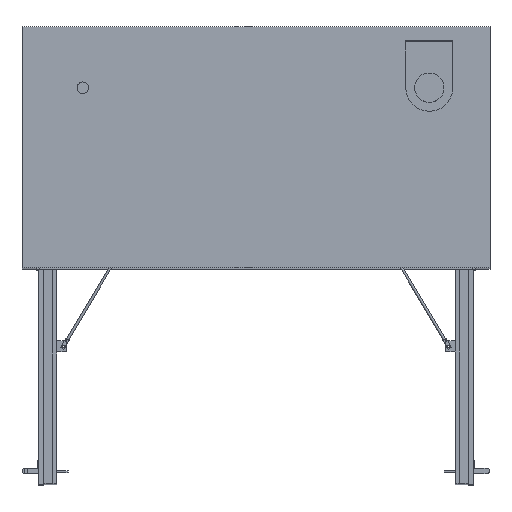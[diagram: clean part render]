
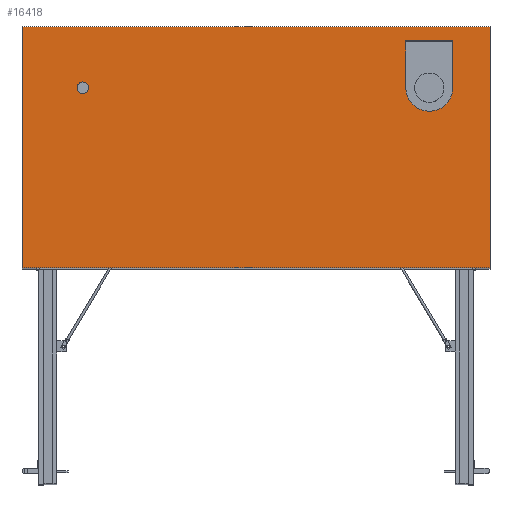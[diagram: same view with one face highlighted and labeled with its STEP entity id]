
A CAD part, top view. The second image highlights one B-rep face of the part: STEP entity #16418.
In plain terms, the highlighted planar face has unit normal (0, 0, 1).
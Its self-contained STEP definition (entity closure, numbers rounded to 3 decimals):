
#1270=LINE('',#22307,#3040);
#1342=LINE('',#22460,#3112);
#1349=LINE('',#22475,#3119);
#1388=LINE('',#22567,#3158);
#1399=LINE('',#22593,#3169);
#1407=LINE('',#22611,#3177);
#1408=LINE('',#22613,#3178);
#3040=VECTOR('',#18519,10.);
#3112=VECTOR('',#18647,10.);
#3119=VECTOR('',#18660,10.);
#3158=VECTOR('',#18755,10.);
#3169=VECTOR('',#18782,10.);
#3177=VECTOR('',#18806,10.);
#3178=VECTOR('',#18809,10.);
#4811=PLANE('',#17476);
#5405=FACE_BOUND('',#6637,.T.);
#5406=FACE_BOUND('',#6638,.T.);
#5719=FACE_OUTER_BOUND('',#6636,.T.);
#6636=EDGE_LOOP('',(#12175,#12176,#12177,#12178));
#6637=EDGE_LOOP('',(#12179));
#6638=EDGE_LOOP('',(#12180,#12181,#12182,#12183));
#7688=CIRCLE('',#17428,60.);
#7693=CIRCLE('',#17455,14.5);
#7964=VERTEX_POINT('',#22304);
#7965=VERTEX_POINT('',#22306);
#8017=VERTEX_POINT('',#22457);
#8018=VERTEX_POINT('',#22459);
#8020=VERTEX_POINT('',#22465);
#8023=VERTEX_POINT('',#22473);
#8048=VERTEX_POINT('',#22561);
#8054=VERTEX_POINT('',#22590);
#8055=VERTEX_POINT('',#22592);
#9522=EDGE_CURVE('',#7965,#7964,#1270,.T.);
#9600=EDGE_CURVE('',#8018,#8017,#1342,.T.);
#9604=EDGE_CURVE('',#8017,#8020,#7688,.T.);
#9608=EDGE_CURVE('',#8020,#8023,#1349,.T.);
#9649=EDGE_CURVE('',#8048,#8048,#7693,.T.);
#9652=EDGE_CURVE('',#8023,#8018,#1388,.T.);
#9663=EDGE_CURVE('',#8055,#8054,#1399,.T.);
#9671=EDGE_CURVE('',#8054,#7965,#1407,.T.);
#9672=EDGE_CURVE('',#7964,#8055,#1408,.T.);
#12175=ORIENTED_EDGE('',*,*,#9522,.T.);
#12176=ORIENTED_EDGE('',*,*,#9672,.T.);
#12177=ORIENTED_EDGE('',*,*,#9663,.T.);
#12178=ORIENTED_EDGE('',*,*,#9671,.T.);
#12179=ORIENTED_EDGE('',*,*,#9649,.T.);
#12180=ORIENTED_EDGE('',*,*,#9608,.T.);
#12181=ORIENTED_EDGE('',*,*,#9652,.T.);
#12182=ORIENTED_EDGE('',*,*,#9600,.T.);
#12183=ORIENTED_EDGE('',*,*,#9604,.T.);
#16418=ADVANCED_FACE('',(#5719,#5405,#5406),#4811,.T.);
#17428=AXIS2_PLACEMENT_3D('',#22467,#18653,#18654);
#17455=AXIS2_PLACEMENT_3D('',#22562,#18747,#18748);
#17476=AXIS2_PLACEMENT_3D('',#22615,#18812,#18813);
#18519=DIRECTION('',(1.,0.,0.));
#18647=DIRECTION('',(0.,-1.,0.));
#18653=DIRECTION('center_axis',(0.,0.,-1.));
#18654=DIRECTION('ref_axis',(-1.,0.,0.));
#18660=DIRECTION('',(0.,1.,0.));
#18747=DIRECTION('center_axis',(0.,0.,-1.));
#18748=DIRECTION('ref_axis',(-1.,0.,0.));
#18755=DIRECTION('',(1.,0.,0.));
#18782=DIRECTION('',(-1.,0.,0.));
#18806=DIRECTION('',(0.,-1.,0.));
#18809=DIRECTION('',(0.,1.,0.));
#18812=DIRECTION('center_axis',(0.,0.,1.));
#18813=DIRECTION('ref_axis',(1.,0.,0.));
#22304=CARTESIAN_POINT('',(596.88,-307.5,974.625));
#22306=CARTESIAN_POINT('',(-596.88,-307.5,974.625));
#22307=CARTESIAN_POINT('',(-596.88,-307.5,974.625));
#22457=CARTESIAN_POINT('',(502.,151.98,974.625));
#22459=CARTESIAN_POINT('',(502.,271.5,974.625));
#22460=CARTESIAN_POINT('',(502.,135.75,974.625));
#22465=CARTESIAN_POINT('',(382.,151.98,974.625));
#22467=CARTESIAN_POINT('Origin',(442.,151.98,974.625));
#22473=CARTESIAN_POINT('',(382.,271.5,974.625));
#22475=CARTESIAN_POINT('',(382.,75.99,974.625));
#22561=CARTESIAN_POINT('',(-427.5,151.98,974.625));
#22562=CARTESIAN_POINT('Origin',(-442.,151.98,974.625));
#22567=CARTESIAN_POINT('',(191.,271.5,974.625));
#22590=CARTESIAN_POINT('',(-596.88,307.5,974.625));
#22592=CARTESIAN_POINT('',(596.88,307.5,974.625));
#22593=CARTESIAN_POINT('',(596.88,307.5,974.625));
#22611=CARTESIAN_POINT('',(-596.88,307.5,974.625));
#22613=CARTESIAN_POINT('',(596.88,-307.5,974.625));
#22615=CARTESIAN_POINT('Origin',(0.,0.,
974.625));
